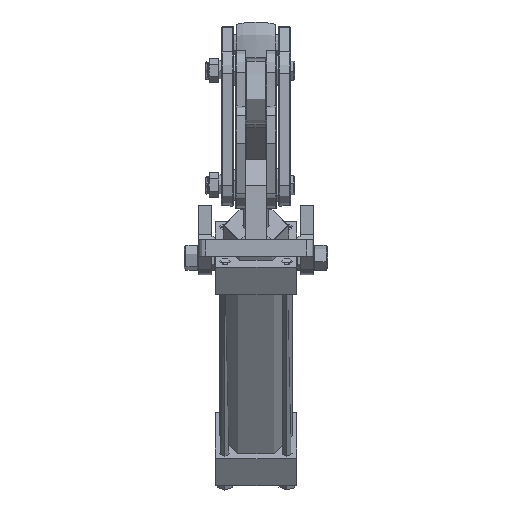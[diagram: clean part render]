
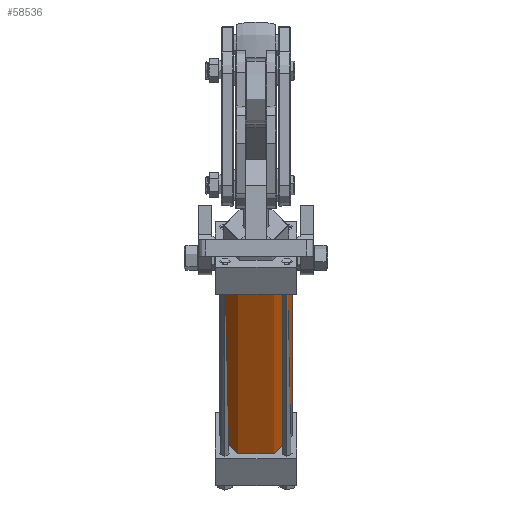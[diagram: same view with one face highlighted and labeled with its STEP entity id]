
A CAD part, left-side view. The second image highlights one B-rep face of the part: STEP entity #58536.
In plain terms, the highlighted cylindrical face has radius 22.5 mm (diameter 45 mm), a partial arc.
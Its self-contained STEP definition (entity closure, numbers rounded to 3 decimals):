
#288 = EDGE_CURVE ( 'NONE', #34269, #36965, #5626, .T. ) ;
#1293 = CARTESIAN_POINT ( 'NONE',  ( -22.5, 0., 144. ) ) ;
#1814 = EDGE_CURVE ( 'NONE', #43699, #36378, #55183, .T. ) ;
#5626 = CIRCLE ( 'NONE', #59266, 22.5 ) ;
#18243 = CARTESIAN_POINT ( 'NONE',  ( 0., 0., 23. ) ) ;
#19166 = CARTESIAN_POINT ( 'NONE',  ( 22.5, 0., 144. ) ) ;
#24439 = DIRECTION ( 'NONE',  ( -1., 0., 0. ) ) ;
#24574 = CARTESIAN_POINT ( 'NONE',  ( 22.5, 0., 23. ) ) ;
#24782 = DIRECTION ( 'NONE',  ( 0., 0., -1. ) ) ;
#30188 = AXIS2_PLACEMENT_3D ( 'NONE', #72111, #53745, #24439 ) ;
#30373 = ORIENTED_EDGE ( 'NONE', *, *, #288, .T. ) ;
#32141 = EDGE_LOOP ( 'NONE', ( #38266, #49917, #60040, #30373 ) ) ;
#33519 = EDGE_CURVE ( 'NONE', #36378, #36965, #55415, .T. ) ;
#33836 = DIRECTION ( 'NONE',  ( 0., 0., 1. ) ) ;
#34269 = VERTEX_POINT ( 'NONE', #41397 ) ;
#36378 = VERTEX_POINT ( 'NONE', #54750 ) ;
#36965 = VERTEX_POINT ( 'NONE', #24574 ) ;
#37994 = DIRECTION ( 'NONE',  ( 0., 0., -1. ) ) ;
#38266 = ORIENTED_EDGE ( 'NONE', *, *, #33519, .F. ) ;
#39459 = VECTOR ( 'NONE', #37994, 1000. ) ;
#40546 = LINE ( 'NONE', #66693, #72466 ) ;
#40769 = FACE_OUTER_BOUND ( 'NONE', #32141, .T. ) ;
#41397 = CARTESIAN_POINT ( 'NONE',  ( -22.5, 0., 23. ) ) ;
#43699 = VERTEX_POINT ( 'NONE', #1293 ) ;
#49917 = ORIENTED_EDGE ( 'NONE', *, *, #1814, .F. ) ;
#53745 = DIRECTION ( 'NONE',  ( 0., 0., -1. ) ) ;
#54750 = CARTESIAN_POINT ( 'NONE',  ( 22.5, 0., 144. ) ) ;
#55183 = CIRCLE ( 'NONE', #59862, 22.5 ) ;
#55415 = LINE ( 'NONE', #19166, #39459 ) ;
#58232 = DIRECTION ( 'NONE',  ( 0., 0., 1. ) ) ;
#58536 = ADVANCED_FACE ( 'NONE', ( #40769 ), #70803, .T. ) ;
#59266 = AXIS2_PLACEMENT_3D ( 'NONE', #18243, #58232, #62407 ) ;
#59862 = AXIS2_PLACEMENT_3D ( 'NONE', #69763, #33836, #75778 ) ;
#60040 = ORIENTED_EDGE ( 'NONE', *, *, #61414, .T. ) ;
#61414 = EDGE_CURVE ( 'NONE', #43699, #34269, #40546, .T. ) ;
#62407 = DIRECTION ( 'NONE',  ( 1., 0., 0. ) ) ;
#66693 = CARTESIAN_POINT ( 'NONE',  ( -22.5, 0., 144. ) ) ;
#69763 = CARTESIAN_POINT ( 'NONE',  ( 0., 0., 144. ) ) ;
#70803 = CYLINDRICAL_SURFACE ( 'NONE', #30188, 22.5 ) ;
#72111 = CARTESIAN_POINT ( 'NONE',  ( 0., 0., 144. ) ) ;
#72466 = VECTOR ( 'NONE', #24782, 1000. ) ;
#75778 = DIRECTION ( 'NONE',  ( 1., 0., 0. ) ) ;
